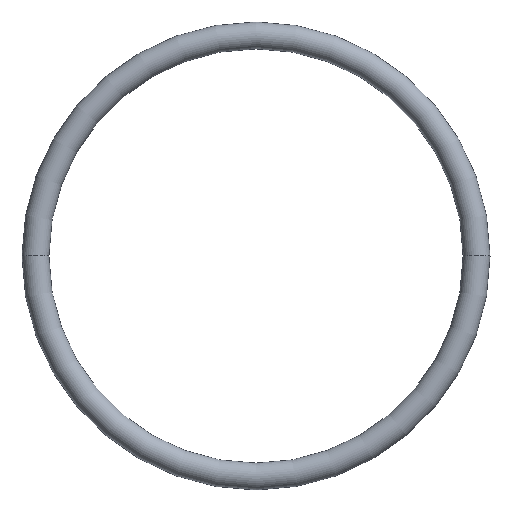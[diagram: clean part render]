
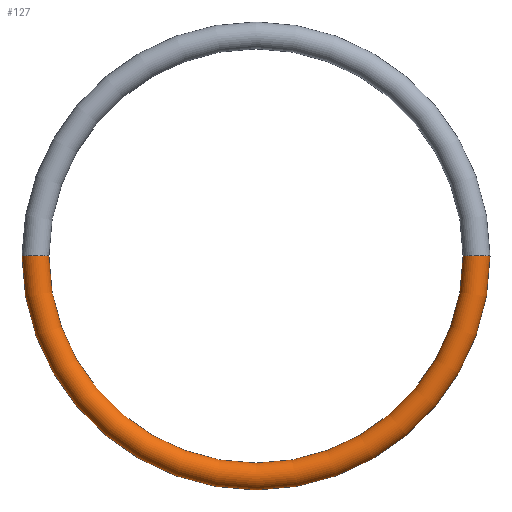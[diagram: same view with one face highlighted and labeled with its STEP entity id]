
A CAD part, top view. The second image highlights one B-rep face of the part: STEP entity #127.
In plain terms, the highlighted toroidal (fillet/blend) face has major radius 21.3 mm and minor radius 1.3 mm.
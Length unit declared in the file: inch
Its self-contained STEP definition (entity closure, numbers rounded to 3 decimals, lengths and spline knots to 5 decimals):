
#2 = VERTEX_POINT ( 'NONE', #56 ) ;
#8 = VERTEX_POINT ( 'NONE', #9 ) ;
#9 = CARTESIAN_POINT ( 'NONE',  ( 0.88976, 0., 0. ) ) ;
#17 = CARTESIAN_POINT ( 'NONE',  ( 0.83858, 0., 0. ) ) ;
#22 = CIRCLE ( 'NONE', #49, 0.05118 ) ;
#31 = CARTESIAN_POINT ( 'NONE',  ( -0.7874, 0., 0. ) ) ;
#32 = ORIENTED_EDGE ( 'NONE', *, *, #79, .F. ) ;
#34 = AXIS2_PLACEMENT_3D ( 'NONE', #86, #39, #144 ) ;
#36 = DIRECTION ( 'NONE',  ( 1., 0., 0. ) ) ;
#38 = CARTESIAN_POINT ( 'NONE',  ( 0., 0., 0. ) ) ;
#39 = DIRECTION ( 'NONE',  ( 0., 0., 1. ) ) ;
#44 = VERTEX_POINT ( 'NONE', #31 ) ;
#48 = DIRECTION ( 'NONE',  ( 0., 0., 1. ) ) ;
#49 = AXIS2_PLACEMENT_3D ( 'NONE', #17, #65, #52 ) ;
#50 = ORIENTED_EDGE ( 'NONE', *, *, #93, .T. ) ;
#51 = CARTESIAN_POINT ( 'NONE',  ( -0.83858, 0., 0. ) ) ;
#52 = DIRECTION ( 'NONE',  ( 0., 0., -1. ) ) ;
#56 = CARTESIAN_POINT ( 'NONE',  ( 0.7874, 0., 0. ) ) ;
#65 = DIRECTION ( 'NONE',  ( 0., -1., 0. ) ) ;
#66 = EDGE_LOOP ( 'NONE', ( #116, #138, #50, #32 ) ) ;
#77 = DIRECTION ( 'NONE',  ( 0., 0., 1. ) ) ;
#79 = EDGE_CURVE ( 'NONE', #44, #2, #160, .T. ) ;
#86 = CARTESIAN_POINT ( 'NONE',  ( 0., 0., 0. ) ) ;
#93 = EDGE_CURVE ( 'NONE', #8, #2, #22, .T. ) ;
#104 = CIRCLE ( 'NONE', #152, 0.88976 ) ;
#106 = EDGE_CURVE ( 'NONE', #163, #44, #117, .T. ) ;
#109 = DIRECTION ( 'NONE',  ( -1., 0., 0. ) ) ;
#116 = ORIENTED_EDGE ( 'NONE', *, *, #106, .F. ) ;
#117 = CIRCLE ( 'NONE', #122, 0.05118 ) ;
#120 = DIRECTION ( 'NONE',  ( 0., 1., 0. ) ) ;
#122 = AXIS2_PLACEMENT_3D ( 'NONE', #51, #120, #109 ) ;
#127 = ADVANCED_FACE ( 'NONE', ( #157 ), #141, .T. ) ;
#138 = ORIENTED_EDGE ( 'NONE', *, *, #145, .T. ) ;
#141 = TOROIDAL_SURFACE ( 'NONE', #165, 0.83858, 0.05118 ) ;
#144 = DIRECTION ( 'NONE',  ( 1., 0., 0. ) ) ;
#145 = EDGE_CURVE ( 'NONE', #163, #8, #104, .T. ) ;
#151 = DIRECTION ( 'NONE',  ( 1., 0., 0. ) ) ;
#152 = AXIS2_PLACEMENT_3D ( 'NONE', #167, #48, #151 ) ;
#157 = FACE_OUTER_BOUND ( 'NONE', #66, .T. ) ;
#160 = CIRCLE ( 'NONE', #34, 0.7874 ) ;
#161 = CARTESIAN_POINT ( 'NONE',  ( -0.88976, 0., 0. ) ) ;
#163 = VERTEX_POINT ( 'NONE', #161 ) ;
#165 = AXIS2_PLACEMENT_3D ( 'NONE', #38, #77, #36 ) ;
#167 = CARTESIAN_POINT ( 'NONE',  ( 0., 0., 0. ) ) ;
